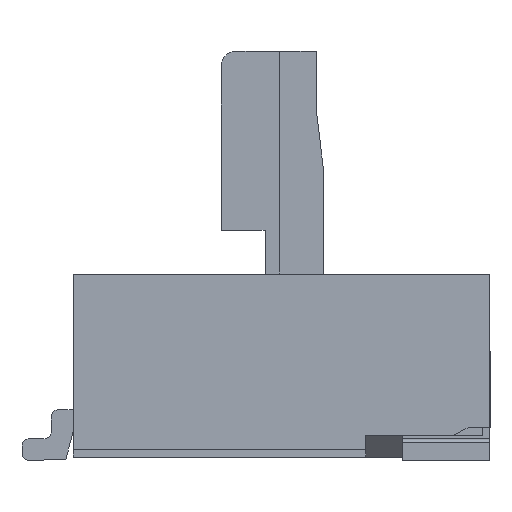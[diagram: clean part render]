
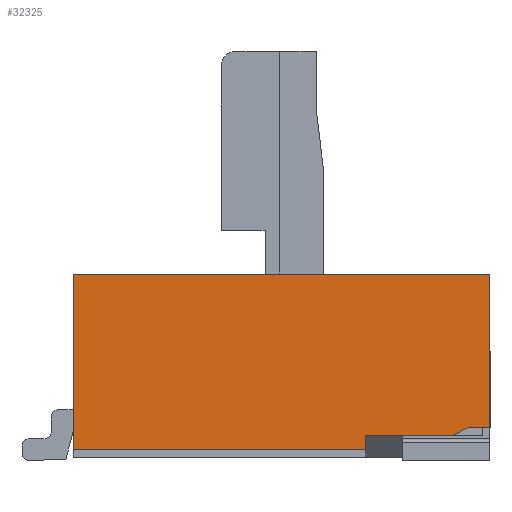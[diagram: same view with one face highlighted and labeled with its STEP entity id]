
A CAD part, left-side view. The second image highlights one B-rep face of the part: STEP entity #32325.
In plain terms, the highlighted face is planar.
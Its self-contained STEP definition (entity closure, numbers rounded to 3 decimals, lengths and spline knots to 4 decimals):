
#531=PLANE('',#34526);
#2187=FACE_OUTER_BOUND('',#4162,.T.);
#4162=EDGE_LOOP('',(#22913,#22914,#22915,#22916,#22917,#22918,#22919,#22920));
#6225=LINE('',#46722,#10253);
#6241=LINE('',#46755,#10269);
#6244=LINE('',#46761,#10272);
#6250=LINE('',#46773,#10278);
#6257=LINE('',#46791,#10285);
#6272=LINE('',#46816,#10300);
#6287=LINE('',#46840,#10315);
#6288=LINE('',#46841,#10316);
#10253=VECTOR('',#37344,0.2236);
#10269=VECTOR('',#37368,4.);
#10272=VECTOR('',#37373,2.1);
#10278=VECTOR('',#37381,0.2);
#10285=VECTOR('',#37398,0.3);
#10300=VECTOR('',#37421,5.7);
#10315=VECTOR('',#37440,2.4);
#10316=VECTOR('',#37441,1.2);
#14909=VERTEX_POINT('',#46720);
#14910=VERTEX_POINT('',#46721);
#14922=VERTEX_POINT('',#46752);
#14923=VERTEX_POINT('',#46754);
#14924=VERTEX_POINT('',#46758);
#14925=VERTEX_POINT('',#46760);
#14930=VERTEX_POINT('',#46771);
#14942=VERTEX_POINT('',#46815);
#18062=EDGE_CURVE('',#14909,#14910,#6225,.T.);
#18078=EDGE_CURVE('',#14922,#14923,#6241,.T.);
#18081=EDGE_CURVE('',#14925,#14924,#6244,.T.);
#18087=EDGE_CURVE('',#14930,#14922,#6250,.T.);
#18097=EDGE_CURVE('',#14909,#14925,#6257,.T.);
#18112=EDGE_CURVE('',#14942,#14924,#6272,.T.);
#18127=EDGE_CURVE('',#14942,#14923,#6287,.T.);
#18128=EDGE_CURVE('',#14930,#14910,#6288,.T.);
#22913=ORIENTED_EDGE('',*,*,#18127,.T.);
#22914=ORIENTED_EDGE('',*,*,#18078,.F.);
#22915=ORIENTED_EDGE('',*,*,#18087,.F.);
#22916=ORIENTED_EDGE('',*,*,#18128,.T.);
#22917=ORIENTED_EDGE('',*,*,#18062,.F.);
#22918=ORIENTED_EDGE('',*,*,#18097,.T.);
#22919=ORIENTED_EDGE('',*,*,#18081,.T.);
#22920=ORIENTED_EDGE('',*,*,#18112,.F.);
#32325=ADVANCED_FACE('',(#2187),#531,.T.);
#34526=AXIS2_PLACEMENT_3D('',#46839,#37438,#37439);
#37344=DIRECTION('',(0.894,-0.447,0.));
#37368=DIRECTION('',(1.,0.,0.));
#37373=DIRECTION('',(0.,1.,0.));
#37381=DIRECTION('',(0.,-1.,0.));
#37398=DIRECTION('',(-1.,0.,0.));
#37421=DIRECTION('',(-1.,0.,0.));
#37438=DIRECTION('center_axis',(0.,0.,-1.));
#37439=DIRECTION('ref_axis',(-1.,0.,0.));
#37440=DIRECTION('',(0.,-1.,0.));
#37441=DIRECTION('',(-1.,0.,0.));
#46720=CARTESIAN_POINT('',(0.3,0.4,-20.055));
#46721=CARTESIAN_POINT('',(0.5,0.3,-20.055));
#46722=CARTESIAN_POINT('',(0.,0.55,-20.055));
#46752=CARTESIAN_POINT('',(1.7,0.1,-20.055));
#46754=CARTESIAN_POINT('',(5.7,0.1,-20.055));
#46755=CARTESIAN_POINT('',(0.,0.1,-20.055));
#46758=CARTESIAN_POINT('',(0.,2.5,-20.055));
#46760=CARTESIAN_POINT('',(0.,0.4,-20.055));
#46761=CARTESIAN_POINT('',(0.,0.,-20.055));
#46771=CARTESIAN_POINT('',(1.7,0.3,-20.055));
#46773=CARTESIAN_POINT('',(1.7,0.,-20.055));
#46791=CARTESIAN_POINT('',(0.,0.4,-20.055));
#46815=CARTESIAN_POINT('',(5.7,2.5,-20.055));
#46816=CARTESIAN_POINT('',(0.,2.5,-20.055));
#46839=CARTESIAN_POINT('Origin',(3.764,1.0588,-20.055));
#46840=CARTESIAN_POINT('',(5.7,0.,-20.055));
#46841=CARTESIAN_POINT('',(0.,0.3,-20.055));
